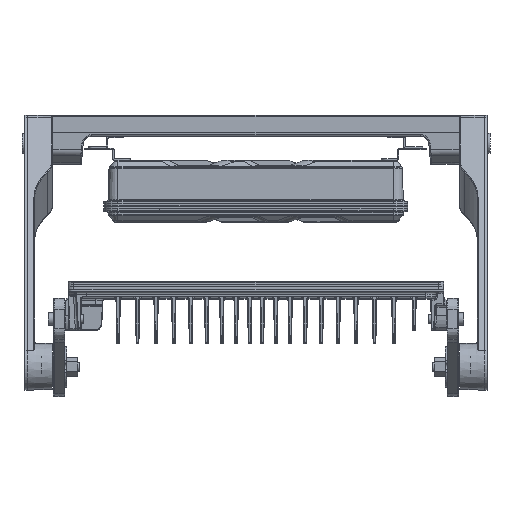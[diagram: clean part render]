
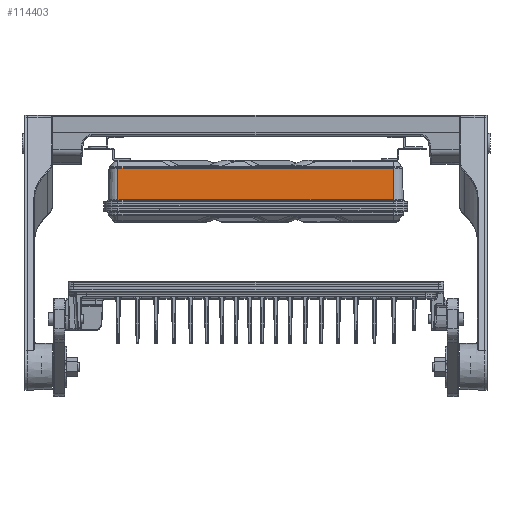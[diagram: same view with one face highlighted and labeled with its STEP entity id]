
A CAD part, top view. The second image highlights one B-rep face of the part: STEP entity #114403.
In plain terms, the highlighted face is planar.
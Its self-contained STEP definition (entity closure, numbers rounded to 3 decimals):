
#6403 = LINE ( 'NONE', #254586, #34320 ) ;
#21496 = CARTESIAN_POINT ( 'NONE',  ( -196.395, -70.13, 120.052 ) ) ;
#34320 = VECTOR ( 'NONE', #255947, 1000. ) ;
#36482 = CARTESIAN_POINT ( 'NONE',  ( 195.605, -71.308, 75.088 ) ) ;
#40622 = DIRECTION ( 'NONE',  ( 1., 0., 0. ) ) ;
#45918 = CARTESIAN_POINT ( 'NONE',  ( -131.579, -70.13, 120.052 ) ) ;
#50282 = CARTESIAN_POINT ( 'NONE',  ( 156.79, -70.13, 120.052 ) ) ;
#50512 = ORIENTED_EDGE ( 'NONE', *, *, #147910, .F. ) ;
#58985 = CARTESIAN_POINT ( 'NONE',  ( 195.605, -71.308, 75.088 ) ) ;
#61672 = DIRECTION ( 'NONE',  ( 0., 0.026, 1. ) ) ;
#76990 = DIRECTION ( 'NONE',  ( -1., 0., 0. ) ) ;
#80420 = EDGE_LOOP ( 'NONE', ( #81879, #198164, #201272, #93734, #209467, #50512 ) ) ;
#81879 = ORIENTED_EDGE ( 'NONE', *, *, #118977, .F. ) ;
#85324 = LINE ( 'NONE', #45918, #220246 ) ;
#90455 = EDGE_CURVE ( 'NONE', #240144, #135920, #85324, .T. ) ;
#93734 = ORIENTED_EDGE ( 'NONE', *, *, #236044, .F. ) ;
#94705 = LINE ( 'NONE', #161089, #171349 ) ;
#95752 = VECTOR ( 'NONE', #61672, 1000. ) ;
#103970 = CARTESIAN_POINT ( 'NONE',  ( 195.605, -70.13, 120.052 ) ) ;
#114403 = ADVANCED_FACE ( 'NONE', ( #166970 ), #189932, .T. ) ;
#118977 = EDGE_CURVE ( 'NONE', #261023, #170522, #206111, .T. ) ;
#121033 = VECTOR ( 'NONE', #165064, 1000. ) ;
#126285 = DIRECTION ( 'NONE',  ( 1., 0., 0. ) ) ;
#131695 = EDGE_CURVE ( 'NONE', #232462, #212562, #94705, .T. ) ;
#134349 = VECTOR ( 'NONE', #40622, 1000. ) ;
#135920 = VERTEX_POINT ( 'NONE', #21496 ) ;
#147910 = EDGE_CURVE ( 'NONE', #170522, #232462, #202805, .T. ) ;
#161089 = CARTESIAN_POINT ( 'NONE',  ( 195.605, -70.13, 120.052 ) ) ;
#165064 = DIRECTION ( 'NONE',  ( -1., 0., 0. ) ) ;
#166970 = FACE_OUTER_BOUND ( 'NONE', #80420, .T. ) ;
#170522 = VERTEX_POINT ( 'NONE', #36482 ) ;
#171349 = VECTOR ( 'NONE', #76990, 1000. ) ;
#179856 = CARTESIAN_POINT ( 'NONE',  ( -196.395, -71.308, 75.088 ) ) ;
#185387 = LINE ( 'NONE', #227442, #121033 ) ;
#187109 = DIRECTION ( 'NONE',  ( -1., 0., 0. ) ) ;
#187408 = CARTESIAN_POINT ( 'NONE',  ( -131.579, -70.13, 120.052 ) ) ;
#189932 = PLANE ( 'NONE',  #228720 ) ;
#192578 = DIRECTION ( 'NONE',  ( 0., 1., -0.026 ) ) ;
#198164 = ORIENTED_EDGE ( 'NONE', *, *, #208522, .T. ) ;
#201272 = ORIENTED_EDGE ( 'NONE', *, *, #90455, .F. ) ;
#202805 = LINE ( 'NONE', #58985, #95752 ) ;
#206111 = LINE ( 'NONE', #242800, #134349 ) ;
#208522 = EDGE_CURVE ( 'NONE', #261023, #135920, #6403, .T. ) ;
#209467 = ORIENTED_EDGE ( 'NONE', *, *, #131695, .F. ) ;
#212562 = VERTEX_POINT ( 'NONE', #50282 ) ;
#220246 = VECTOR ( 'NONE', #187109, 1000. ) ;
#227442 = CARTESIAN_POINT ( 'NONE',  ( 148.121, -70.13, 120.052 ) ) ;
#228720 = AXIS2_PLACEMENT_3D ( 'NONE', #234644, #192578, #126285 ) ;
#232462 = VERTEX_POINT ( 'NONE', #103970 ) ;
#234644 = CARTESIAN_POINT ( 'NONE',  ( -214.35, -70.079, 122. ) ) ;
#236044 = EDGE_CURVE ( 'NONE', #212562, #240144, #185387, .T. ) ;
#240144 = VERTEX_POINT ( 'NONE', #187408 ) ;
#242800 = CARTESIAN_POINT ( 'NONE',  ( -196.395, -71.308, 75.088 ) ) ;
#254586 = CARTESIAN_POINT ( 'NONE',  ( -196.395, -71.308, 75.088 ) ) ;
#255947 = DIRECTION ( 'NONE',  ( 0., 0.026, 1. ) ) ;
#261023 = VERTEX_POINT ( 'NONE', #179856 ) ;
